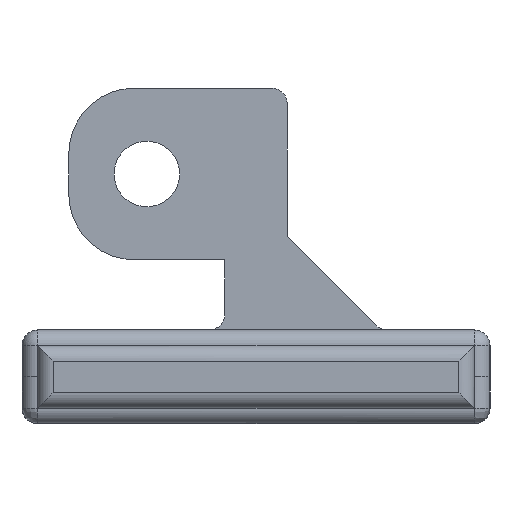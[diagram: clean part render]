
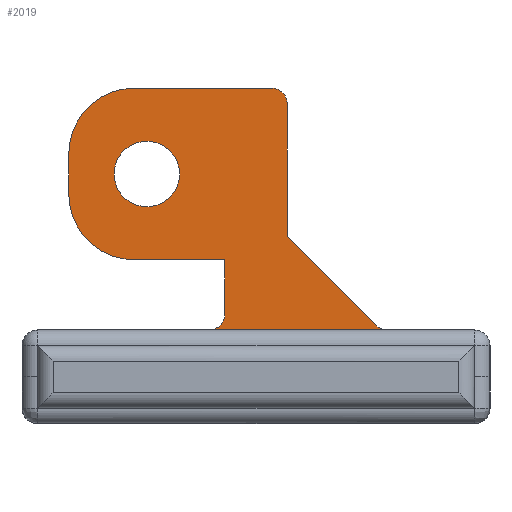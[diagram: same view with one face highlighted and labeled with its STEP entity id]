
A CAD part, left-side view. The second image highlights one B-rep face of the part: STEP entity #2019.
In plain terms, the highlighted planar face has unit normal (-1, 0, 0).
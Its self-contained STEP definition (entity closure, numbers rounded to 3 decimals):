
#1342 = VERTEX_POINT('',#1343);
#1343 = CARTESIAN_POINT('',(-28.,-8.414,3.));
#1349 = EDGE_CURVE('',#1342,#1350,#1352,.T.);
#1350 = VERTEX_POINT('',#1351);
#1351 = CARTESIAN_POINT('',(-28.,3.,3.));
#1352 = LINE('',#1353,#1354);
#1353 = CARTESIAN_POINT('',(-28.,1.239,3.));
#1354 = VECTOR('',#1355,1.);
#1355 = DIRECTION('',(0.,1.,0.));
#2000 = VERTEX_POINT('',#2001);
#2001 = CARTESIAN_POINT('',(-28.,2.,4.));
#2007 = EDGE_CURVE('',#1350,#2000,#2008,.T.);
#2008 = CIRCLE('',#2009,1.);
#2009 = AXIS2_PLACEMENT_3D('',#2010,#2011,#2012);
#2010 = CARTESIAN_POINT('',(-28.,3.,4.));
#2011 = DIRECTION('',(-1.,0.,0.));
#2012 = DIRECTION('',(0.,0.,-1.));
#2019 = ADVANCED_FACE('',(#2020,#2106),#2117,.T.);
#2020 = FACE_BOUND('',#2021,.T.);
#2021 = EDGE_LOOP('',(#2022,#2032,#2041,#2049,#2058,#2066,#2072,#2073,
    #2074,#2083,#2091,#2099));
#2022 = ORIENTED_EDGE('',*,*,#2023,.T.);
#2023 = EDGE_CURVE('',#2024,#2026,#2028,.T.);
#2024 = VERTEX_POINT('',#2025);
#2025 = CARTESIAN_POINT('',(-28.,-1.,18.5));
#2026 = VERTEX_POINT('',#2027);
#2027 = CARTESIAN_POINT('',(-28.,7.8,18.5));
#2028 = LINE('',#2029,#2030);
#2029 = CARTESIAN_POINT('',(-28.,2.239,18.5));
#2030 = VECTOR('',#2031,1.);
#2031 = DIRECTION('',(0.,1.,0.));
#2032 = ORIENTED_EDGE('',*,*,#2033,.F.);
#2033 = EDGE_CURVE('',#2034,#2026,#2036,.T.);
#2034 = VERTEX_POINT('',#2035);
#2035 = CARTESIAN_POINT('',(-28.,12.,14.3));
#2036 = CIRCLE('',#2037,4.2);
#2037 = AXIS2_PLACEMENT_3D('',#2038,#2039,#2040);
#2038 = CARTESIAN_POINT('',(-28.,7.8,14.3));
#2039 = DIRECTION('',(1.,0.,-0.));
#2040 = DIRECTION('',(0.,0.,1.));
#2041 = ORIENTED_EDGE('',*,*,#2042,.F.);
#2042 = EDGE_CURVE('',#2043,#2034,#2045,.T.);
#2043 = VERTEX_POINT('',#2044);
#2044 = CARTESIAN_POINT('',(-28.,12.,11.7));
#2045 = LINE('',#2046,#2047);
#2046 = CARTESIAN_POINT('',(-28.,12.,7.5));
#2047 = VECTOR('',#2048,1.);
#2048 = DIRECTION('',(0.,0.,1.));
#2049 = ORIENTED_EDGE('',*,*,#2050,.F.);
#2050 = EDGE_CURVE('',#2051,#2043,#2053,.T.);
#2051 = VERTEX_POINT('',#2052);
#2052 = CARTESIAN_POINT('',(-28.,7.8,7.5));
#2053 = CIRCLE('',#2054,4.2);
#2054 = AXIS2_PLACEMENT_3D('',#2055,#2056,#2057);
#2055 = CARTESIAN_POINT('',(-28.,7.8,11.7));
#2056 = DIRECTION('',(1.,-0.,0.));
#2057 = DIRECTION('',(0.,0.,-1.));
#2058 = ORIENTED_EDGE('',*,*,#2059,.F.);
#2059 = EDGE_CURVE('',#2060,#2051,#2062,.T.);
#2060 = VERTEX_POINT('',#2061);
#2061 = CARTESIAN_POINT('',(-28.,2.,7.5));
#2062 = LINE('',#2063,#2064);
#2063 = CARTESIAN_POINT('',(-28.,2.,7.5));
#2064 = VECTOR('',#2065,1.);
#2065 = DIRECTION('',(0.,1.,0.));
#2066 = ORIENTED_EDGE('',*,*,#2067,.F.);
#2067 = EDGE_CURVE('',#2000,#2060,#2068,.T.);
#2068 = LINE('',#2069,#2070);
#2069 = CARTESIAN_POINT('',(-28.,2.,3.));
#2070 = VECTOR('',#2071,1.);
#2071 = DIRECTION('',(0.,0.,1.));
#2072 = ORIENTED_EDGE('',*,*,#2007,.F.);
#2073 = ORIENTED_EDGE('',*,*,#1349,.F.);
#2074 = ORIENTED_EDGE('',*,*,#2075,.T.);
#2075 = EDGE_CURVE('',#1342,#2076,#2078,.T.);
#2076 = VERTEX_POINT('',#2077);
#2077 = CARTESIAN_POINT('',(-28.,-7.707,3.293));
#2078 = CIRCLE('',#2079,1.);
#2079 = AXIS2_PLACEMENT_3D('',#2080,#2081,#2082);
#2080 = CARTESIAN_POINT('',(-28.,-8.414,4.));
#2081 = DIRECTION('',(1.,-0.,0.));
#2082 = DIRECTION('',(0.,0.,-1.));
#2083 = ORIENTED_EDGE('',*,*,#2084,.F.);
#2084 = EDGE_CURVE('',#2085,#2076,#2087,.T.);
#2085 = VERTEX_POINT('',#2086);
#2086 = CARTESIAN_POINT('',(-28.,-2.,9.));
#2087 = LINE('',#2088,#2089);
#2088 = CARTESIAN_POINT('',(-28.,0.419,11.419));
#2089 = VECTOR('',#2090,1.);
#2090 = DIRECTION('',(0.,-0.707,-0.707));
#2091 = ORIENTED_EDGE('',*,*,#2092,.T.);
#2092 = EDGE_CURVE('',#2085,#2093,#2095,.T.);
#2093 = VERTEX_POINT('',#2094);
#2094 = CARTESIAN_POINT('',(-28.,-2.,17.5));
#2095 = LINE('',#2096,#2097);
#2096 = CARTESIAN_POINT('',(-28.,-2.,3.));
#2097 = VECTOR('',#2098,1.);
#2098 = DIRECTION('',(0.,0.,1.));
#2099 = ORIENTED_EDGE('',*,*,#2100,.T.);
#2100 = EDGE_CURVE('',#2093,#2024,#2101,.T.);
#2101 = CIRCLE('',#2102,1.);
#2102 = AXIS2_PLACEMENT_3D('',#2103,#2104,#2105);
#2103 = CARTESIAN_POINT('',(-28.,-1.,17.5));
#2104 = DIRECTION('',(-1.,0.,0.));
#2105 = DIRECTION('',(0.,0.,1.));
#2106 = FACE_BOUND('',#2107,.T.);
#2107 = EDGE_LOOP('',(#2108));
#2108 = ORIENTED_EDGE('',*,*,#2109,.T.);
#2109 = EDGE_CURVE('',#2110,#2110,#2112,.T.);
#2110 = VERTEX_POINT('',#2111);
#2111 = CARTESIAN_POINT('',(-28.,9.1,13.));
#2112 = CIRCLE('',#2113,2.1);
#2113 = AXIS2_PLACEMENT_3D('',#2114,#2115,#2116);
#2114 = CARTESIAN_POINT('',(-28.,7.,13.));
#2115 = DIRECTION('',(1.,0.,0.));
#2116 = DIRECTION('',(0.,1.,0.));
#2117 = PLANE('',#2118);
#2118 = AXIS2_PLACEMENT_3D('',#2119,#2120,#2121);
#2119 = CARTESIAN_POINT('',(-28.,2.479,11.988));
#2120 = DIRECTION('',(-1.,-0.,-0.));
#2121 = DIRECTION('',(0.,0.,-1.));
